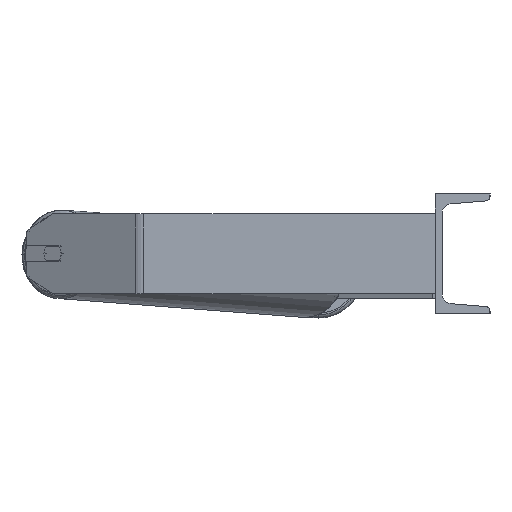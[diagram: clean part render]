
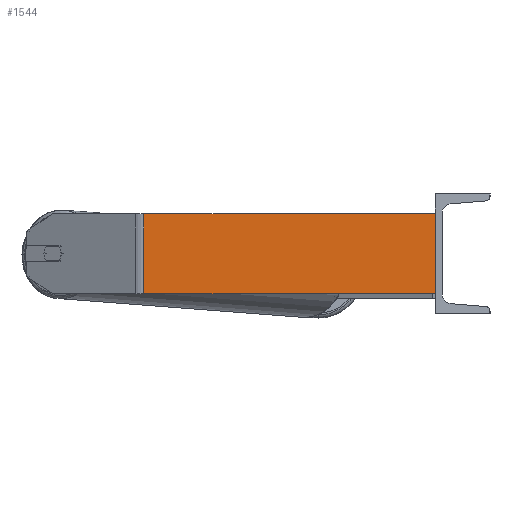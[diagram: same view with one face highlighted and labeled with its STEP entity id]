
A CAD part, left-side view. The second image highlights one B-rep face of the part: STEP entity #1544.
In plain terms, the highlighted planar face has unit normal (-1, 0, 0).
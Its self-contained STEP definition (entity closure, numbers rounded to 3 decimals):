
#98 = CARTESIAN_POINT ( 'NONE',  ( -785., 0., -40. ) ) ;
#249 = VECTOR ( 'NONE', #8508, 1000. ) ;
#359 = FACE_OUTER_BOUND ( 'NONE', #7303, .T. ) ;
#412 = DIRECTION ( 'NONE',  ( 0., 1., 0. ) ) ;
#582 = VECTOR ( 'NONE', #7706, 1000. ) ;
#939 = EDGE_CURVE ( 'NONE', #3171, #3726, #2251, .T. ) ;
#1026 = ORIENTED_EDGE ( 'NONE', *, *, #5657, .F. ) ;
#1344 = VERTEX_POINT ( 'NONE', #98 ) ;
#1514 = CARTESIAN_POINT ( 'NONE',  ( -785., 0., 40. ) ) ;
#1544 = ADVANCED_FACE ( 'NONE', ( #359 ), #6503, .F. ) ;
#2019 = CARTESIAN_POINT ( 'NONE',  ( -785., 296.262, 40. ) ) ;
#2251 = LINE ( 'NONE', #4211, #5701 ) ;
#2541 = DIRECTION ( 'NONE',  ( 0., -1., 0. ) ) ;
#2750 = LINE ( 'NONE', #2019, #582 ) ;
#2792 = ORIENTED_EDGE ( 'NONE', *, *, #939, .T. ) ;
#3171 = VERTEX_POINT ( 'NONE', #6694 ) ;
#3172 = CARTESIAN_POINT ( 'NONE',  ( -785., 296.262, -40. ) ) ;
#3726 = VERTEX_POINT ( 'NONE', #6863 ) ;
#4037 = EDGE_CURVE ( 'NONE', #3726, #1344, #6620, .T. ) ;
#4211 = CARTESIAN_POINT ( 'NONE',  ( -785., 291.975, 40. ) ) ;
#4266 = ORIENTED_EDGE ( 'NONE', *, *, #4037, .T. ) ;
#4281 = LINE ( 'NONE', #1514, #249 ) ;
#5213 = AXIS2_PLACEMENT_3D ( 'NONE', #7199, #5289, #412 ) ;
#5289 = DIRECTION ( 'NONE',  ( 1., 0., 0. ) ) ;
#5657 = EDGE_CURVE ( 'NONE', #8193, #1344, #4281, .T. ) ;
#5701 = VECTOR ( 'NONE', #8525, 1000. ) ;
#5742 = CARTESIAN_POINT ( 'NONE',  ( -785., 0., 40. ) ) ;
#6390 = ORIENTED_EDGE ( 'NONE', *, *, #8010, .F. ) ;
#6503 = PLANE ( 'NONE',  #5213 ) ;
#6620 = LINE ( 'NONE', #3172, #8529 ) ;
#6694 = CARTESIAN_POINT ( 'NONE',  ( -785., 291.975, 40. ) ) ;
#6863 = CARTESIAN_POINT ( 'NONE',  ( -785., 291.975, -40. ) ) ;
#7199 = CARTESIAN_POINT ( 'NONE',  ( -785., 296.262, 40. ) ) ;
#7303 = EDGE_LOOP ( 'NONE', ( #4266, #1026, #6390, #2792 ) ) ;
#7706 = DIRECTION ( 'NONE',  ( 0., -1., 0. ) ) ;
#8010 = EDGE_CURVE ( 'NONE', #3171, #8193, #2750, .T. ) ;
#8193 = VERTEX_POINT ( 'NONE', #5742 ) ;
#8508 = DIRECTION ( 'NONE',  ( 0., 0., -1. ) ) ;
#8525 = DIRECTION ( 'NONE',  ( 0., 0., -1. ) ) ;
#8529 = VECTOR ( 'NONE', #2541, 1000. ) ;
